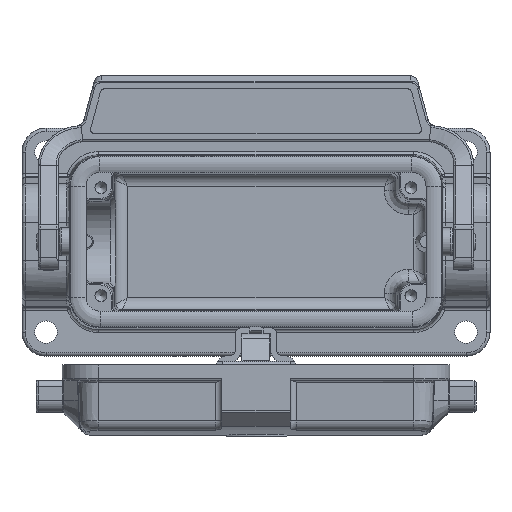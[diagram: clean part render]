
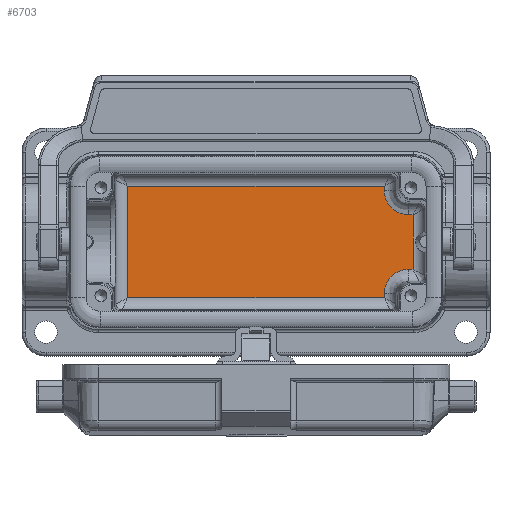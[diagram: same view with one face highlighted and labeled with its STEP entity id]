
A CAD part, top view. The second image highlights one B-rep face of the part: STEP entity #6703.
In plain terms, the highlighted planar face has unit normal (0, 0, 1).
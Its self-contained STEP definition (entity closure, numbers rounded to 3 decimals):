
#4837=ELLIPSE('',#23069,6.003,6.);
#4838=ELLIPSE('',#23070,6.003,6.);
#6703=ADVANCED_FACE('',(#8132),#7573,.F.);
#7573=PLANE('',#23071);
#8132=FACE_OUTER_BOUND('',#9086,.T.);
#9086=EDGE_LOOP('',(#11369,#11370,#11371,#11372,#11373,#11374,#11375,#11376,
#11377,#11378));
#11369=ORIENTED_EDGE('',*,*,#17442,.T.);
#11370=ORIENTED_EDGE('',*,*,#17443,.T.);
#11371=ORIENTED_EDGE('',*,*,#17444,.T.);
#11372=ORIENTED_EDGE('',*,*,#17445,.T.);
#11373=ORIENTED_EDGE('',*,*,#17446,.T.);
#11374=ORIENTED_EDGE('',*,*,#17447,.T.);
#11375=ORIENTED_EDGE('',*,*,#17448,.T.);
#11376=ORIENTED_EDGE('',*,*,#17449,.T.);
#11377=ORIENTED_EDGE('',*,*,#17450,.T.);
#11378=ORIENTED_EDGE('',*,*,#17451,.T.);
#15559=VERTEX_POINT('',#32608);
#15560=VERTEX_POINT('',#32609);
#15561=VERTEX_POINT('',#32611);
#15562=VERTEX_POINT('',#32613);
#15563=VERTEX_POINT('',#32615);
#15564=VERTEX_POINT('',#32617);
#15565=VERTEX_POINT('',#32619);
#15566=VERTEX_POINT('',#32621);
#15567=VERTEX_POINT('',#32623);
#15568=VERTEX_POINT('',#32625);
#17442=EDGE_CURVE('',#15559,#15560,#19612,.T.);
#17443=EDGE_CURVE('',#15560,#15561,#19613,.T.);
#17444=EDGE_CURVE('',#15561,#15562,#4837,.T.);
#17445=EDGE_CURVE('',#15562,#15563,#19614,.T.);
#17446=EDGE_CURVE('',#15563,#15564,#19615,.T.);
#17447=EDGE_CURVE('',#15564,#15565,#19616,.T.);
#17448=EDGE_CURVE('',#15565,#15566,#19617,.T.);
#17449=EDGE_CURVE('',#15566,#15567,#19618,.T.);
#17450=EDGE_CURVE('',#15567,#15568,#4838,.T.);
#17451=EDGE_CURVE('',#15568,#15559,#19619,.T.);
#19612=LINE('',#32607,#20946);
#19613=LINE('',#32610,#20947);
#19614=LINE('',#32614,#20948);
#19615=LINE('',#32616,#20949);
#19616=LINE('',#32618,#20950);
#19617=LINE('',#32620,#20951);
#19618=LINE('',#32622,#20952);
#19619=LINE('',#32626,#20953);
#20946=VECTOR('',#25788,1.);
#20947=VECTOR('',#25789,1.);
#20948=VECTOR('',#25792,1.);
#20949=VECTOR('',#25793,1.);
#20950=VECTOR('',#25794,1.);
#20951=VECTOR('',#25795,1.);
#20952=VECTOR('',#25796,1.);
#20953=VECTOR('',#25799,1.);
#23069=AXIS2_PLACEMENT_3D('',#32612,#25790,#25791);
#23070=AXIS2_PLACEMENT_3D('',#32624,#25797,#25798);
#23071=AXIS2_PLACEMENT_3D('',#32627,#25800,#25801);
#25788=DIRECTION('',(0.,1.,0.));
#25789=DIRECTION('',(-1.,0.,0.));
#25790=DIRECTION('',(0.,0.,-1.));
#25791=DIRECTION('',(0.832,0.555,0.));
#25792=DIRECTION('',(0.,1.,0.));
#25793=DIRECTION('',(-1.,0.,0.));
#25794=DIRECTION('',(0.,-1.,0.));
#25795=DIRECTION('',(1.,0.,0.));
#25796=DIRECTION('',(0.,1.,0.));
#25797=DIRECTION('',(0.,0.,-1.));
#25798=DIRECTION('',(-0.832,0.555,0.));
#25799=DIRECTION('',(1.,0.,0.));
#25800=DIRECTION('',(0.,0.,-1.));
#25801=DIRECTION('',(-1.,0.,0.));
#32607=CARTESIAN_POINT('',(39.299,0.,-40.25));
#32608=CARTESIAN_POINT('',(39.299,-6.849,-40.25));
#32609=CARTESIAN_POINT('',(39.299,6.849,-40.25));
#32610=CARTESIAN_POINT('',(-42.247,6.849,-40.25));
#32611=CARTESIAN_POINT('',(38.073,6.849,-40.25));
#32612=CARTESIAN_POINT('',(38.076,12.85,-40.25));
#32613=CARTESIAN_POINT('',(32.073,12.848,-40.25));
#32614=CARTESIAN_POINT('',(32.073,17.75,-40.25));
#32615=CARTESIAN_POINT('',(32.073,13.966,-40.25));
#32616=CARTESIAN_POINT('',(-33.496,13.966,-40.25));
#32617=CARTESIAN_POINT('',(-32.073,13.966,-40.25));
#32618=CARTESIAN_POINT('',(-32.073,17.75,-40.25));
#32619=CARTESIAN_POINT('',(-32.073,-13.966,-40.25));
#32620=CARTESIAN_POINT('',(33.496,-13.966,-40.25));
#32621=CARTESIAN_POINT('',(32.073,-13.966,-40.25));
#32622=CARTESIAN_POINT('',(32.073,17.75,-40.25));
#32623=CARTESIAN_POINT('',(32.073,-12.848,-40.25));
#32624=CARTESIAN_POINT('',(38.076,-12.85,-40.25));
#32625=CARTESIAN_POINT('',(38.073,-6.849,-40.25));
#32626=CARTESIAN_POINT('',(-42.247,-6.849,-40.25));
#32627=CARTESIAN_POINT('',(-42.247,17.75,-40.25));
